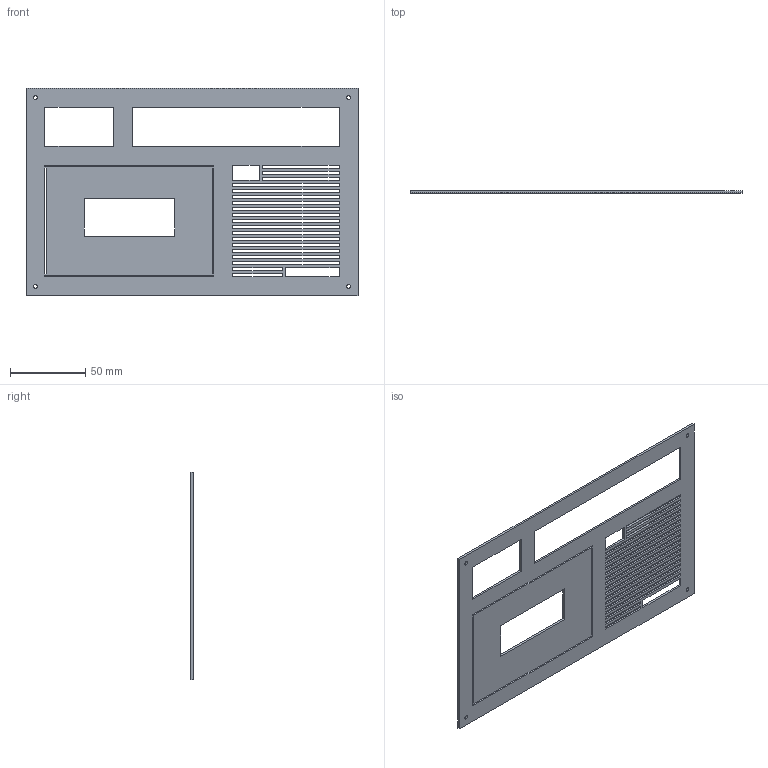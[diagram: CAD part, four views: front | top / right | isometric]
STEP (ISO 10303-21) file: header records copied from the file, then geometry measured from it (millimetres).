
FILE_DESCRIPTION(/* description */ (''),/* implementation_level */ '2;1');
FILE_NAME(/* name */ 'RadioFace.step',/* time_stamp */ '2025-04-07T15:16:16-05:00',/* author */ (''),/* organization */ (''),/* preprocessor_version */ 'ST-DEVELOPER v20.1',/* originating_system */ 'Autodesk Translation Framework v14.4.0.0',/* authorisation */ '');
FILE_SCHEMA (('AUTOMOTIVE_DESIGN { 1 0 10303 214 3 1 1 }'));
Length unit declared in the file: millimetre
Products named in the file (1): Boombox Face
Bounding box: 220 x 1.5 x 137.5 mm (x, y, z)
Volume: 31231.7 mm3; surface area: 48763.2 mm2
Topology: 1 solids, 1 shells, 122 faces, 360 edges, 240 vertices
Faces by surface type: plane 118, cylinder 4
Full cylindrical faces by diameter (mm): 2.5 x4
Entity records: 4160 total; most frequent: CARTESIAN_POINT 723, ORIENTED_EDGE 720, DIRECTION 614, EDGE_CURVE 360, LINE 352, VECTOR 352, VERTEX_POINT 240, EDGE_LOOP 186
